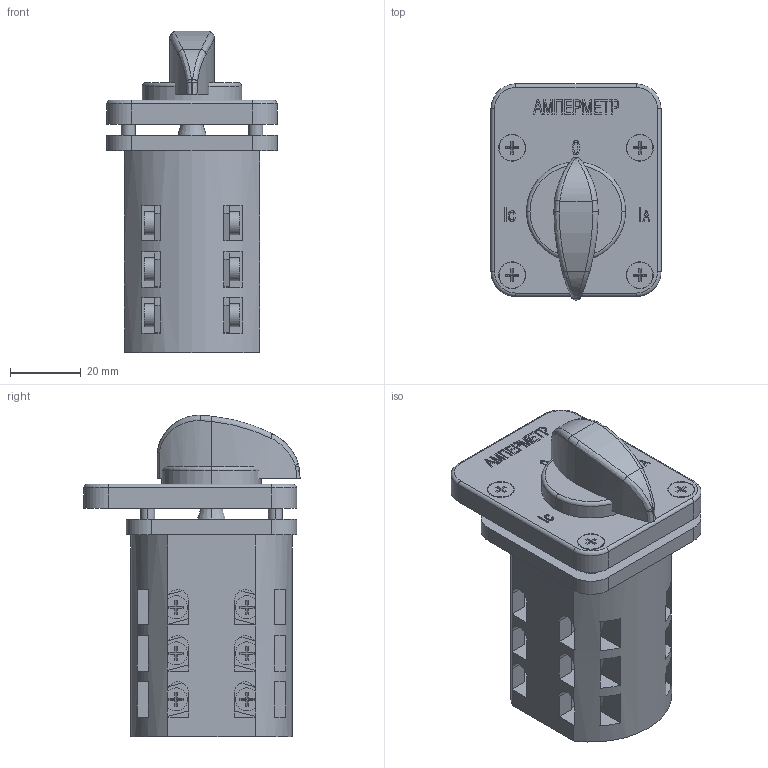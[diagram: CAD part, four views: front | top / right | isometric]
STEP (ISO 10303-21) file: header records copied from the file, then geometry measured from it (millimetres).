
FILE_DESCRIPTION (( 'STEP AP214' ), '1' );
FILE_NAME ('BCS13-025-6 Ïåðåêëþ÷àòåëü êóëà÷ê. ÏÊÏ25-63_O 25À Ic-O-Ia-Ib 3Ð_400Â.STEP', '2017-12-13T11:50:36', ( '' ), ( '' ), 'SwSTEP 2.0', 'SolidWorks 2014', '' );
FILE_SCHEMA (( 'AUTOMOTIVE_DESIGN' ));
Length unit declared in the file: millimetre
Products named in the file (1): BCS13-025-6 Ïåðåêëþ÷àòåëü êóëà÷ê. ÏÊÏ25-63_O 25À  Ic-O-Ia-Ib  3Ð_400Â
Bounding box: 48 x 61 x 90.64 mm (x, y, z)
Volume: 114655.2 mm3; surface area: 30015.8 mm2
Topology: 6 solids, 6 shells, 710 faces, 1824 edges, 1176 vertices
Faces by surface type: plane 544, cylinder 99, bspline 58, torus 6, cone 2, sphere 1
Entity records: 23979 total; most frequent: CARTESIAN_POINT 6828, ORIENTED_EDGE 3644, DIRECTION 3250, EDGE_CURVE 1822, LINE 1440, VECTOR 1440, VERTEX_POINT 1175, AXIS2_PLACEMENT_3D 905
